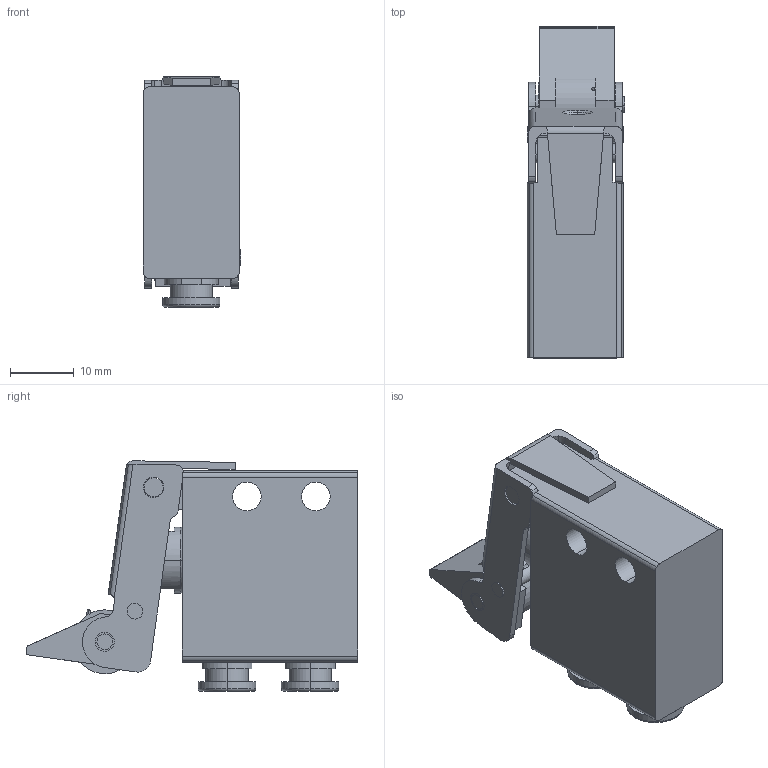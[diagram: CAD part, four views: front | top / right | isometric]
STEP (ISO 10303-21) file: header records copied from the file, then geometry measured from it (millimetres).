
FILE_DESCRIPTION((''),'2;1');
FILE_NAME('08_053_4.stp','2002-12-02T16:58:51',('Branislav Petkovic'),('AZ Pneumatica'),'AutoCAD STEP 2000i','AutoCAD 2000i','Via J. F. Kennedy, 26, 20020 Misinto (MI), ITALY');
FILE_SCHEMA(('CONFIG_CONTROL_DESIGN'));
Length unit declared in the file: millimetre
Products named in the file (14): 08_053_4; 305MRUL TELO; PART1; POLUGA SA TROUGLOM; PART2; VALJAK; PIPAK; OSOVINA MANJA; TORSION SPRING - 0.5 X 5.5 X 4.4; PIPAK 304 MA; PART1AA; PUSH IN 4MM; PART1A; PART2A
Assembly tree (15 placements, depth 3):
  08_053_4
    305MRUL TELO
      PART1
    POLUGA SA TROUGLOM
      PART2
      VALJAK
      PIPAK
      OSOVINA MANJA  x2
      TORSION SPRING - 0.5 X 5.5 X 4.4
    PIPAK 304 MA
      PART1AA
    PUSH IN 4MM  x2
      PART1A
      PART2A
Bounding box: 15.25 x 51.97 x 36.06 mm (x, y, z)
Surface area: 10186.9 mm2 (no closed solid volume)
Topology: 0 solids, 13 shells, 297 faces, 740 edges, 484 vertices
Faces by surface type: cylinder 166, plane 93, bspline 14, torus 14, cone 10
Entity records: 14631 total; most frequent: CARTESIAN_POINT 7907, DIRECTION 1363, ORIENTED_EDGE 1348, EDGE_CURVE 674, AXIS2_PLACEMENT_3D 535, VERTEX_POINT 442, EDGE_LOOP 304, VECTOR 293
